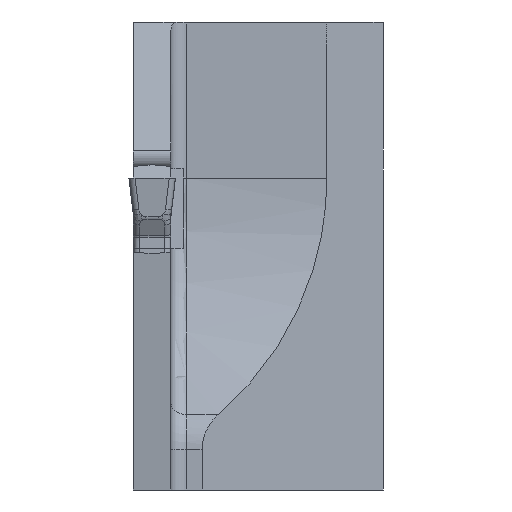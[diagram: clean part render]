
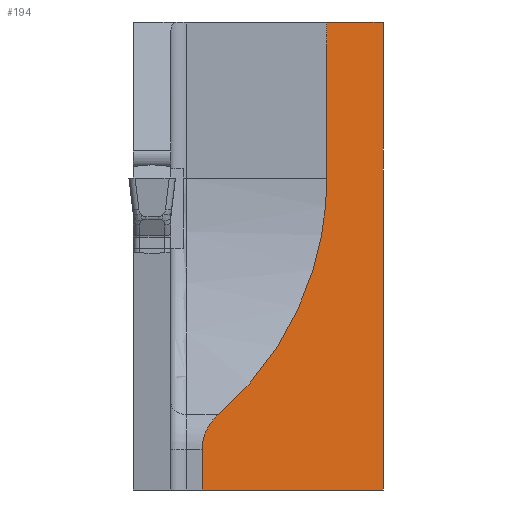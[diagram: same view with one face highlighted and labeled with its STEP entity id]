
A CAD part, left-side view. The second image highlights one B-rep face of the part: STEP entity #194.
In plain terms, the highlighted planar face has unit normal (-0.707, -0.707, 0).
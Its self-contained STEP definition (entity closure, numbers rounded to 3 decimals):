
#78=ELLIPSE('',#1726,4.243,3.);
#80=ELLIPSE('',#1745,28.284,20.);
#194=ADVANCED_FACE('',(#332),#240,.F.);
#240=PLANE('',#1757);
#332=FACE_OUTER_BOUND('',#425,.T.);
#425=EDGE_LOOP('',(#952,#953,#954,#955,#956,#957,#958));
#952=ORIENTED_EDGE('',*,*,#1329,.F.);
#953=ORIENTED_EDGE('',*,*,#1337,.F.);
#954=ORIENTED_EDGE('',*,*,#1324,.F.);
#955=ORIENTED_EDGE('',*,*,#1347,.F.);
#956=ORIENTED_EDGE('',*,*,#1350,.F.);
#957=ORIENTED_EDGE('',*,*,#1318,.F.);
#958=ORIENTED_EDGE('',*,*,#1315,.F.);
#1104=VERTEX_POINT('',#3590);
#1107=VERTEX_POINT('',#3595);
#1108=VERTEX_POINT('',#3599);
#1111=VERTEX_POINT('',#3606);
#1114=VERTEX_POINT('',#3613);
#1116=VERTEX_POINT('',#3621);
#1123=VERTEX_POINT('',#3658);
#1315=EDGE_CURVE('',#1107,#1104,#1466,.T.);
#1318=EDGE_CURVE('',#1104,#1108,#78,.T.);
#1324=EDGE_CURVE('',#1114,#1111,#1472,.T.);
#1329=EDGE_CURVE('',#1116,#1107,#1476,.T.);
#1337=EDGE_CURVE('',#1111,#1116,#1483,.T.);
#1347=EDGE_CURVE('',#1123,#1114,#1492,.T.);
#1350=EDGE_CURVE('',#1108,#1123,#80,.T.);
#1466=LINE('',#3596,#1603);
#1472=LINE('',#3614,#1609);
#1476=LINE('',#3622,#1613);
#1483=LINE('',#3637,#1620);
#1492=LINE('',#3657,#1629);
#1603=VECTOR('',#2034,1.);
#1609=VECTOR('',#2050,1.);
#1613=VECTOR('',#2058,1.);
#1620=VECTOR('',#2069,1.);
#1629=VECTOR('',#2100,1.);
#1726=AXIS2_PLACEMENT_3D('',#3602,#2040,#2041);
#1745=AXIS2_PLACEMENT_3D('',#3663,#2105,#2106);
#1757=AXIS2_PLACEMENT_3D('',#3695,#2130,#2131);
#2034=DIRECTION('',(0.,0.,1.));
#2040=DIRECTION('',(0.707,0.707,0.));
#2041=DIRECTION('',(-0.707,0.707,0.));
#2050=DIRECTION('',(0.707,-0.707,0.));
#2058=DIRECTION('',(-0.707,0.707,0.));
#2069=DIRECTION('',(0.,0.,-1.));
#2100=DIRECTION('',(0.,0.,1.));
#2105=DIRECTION('',(-0.707,-0.707,0.));
#2106=DIRECTION('',(-0.707,0.707,0.));
#2130=DIRECTION('',(0.707,0.707,0.));
#2131=DIRECTION('',(0.707,-0.707,0.));
#3590=CARTESIAN_POINT('',(8.,11.6,-17.436));
#3595=CARTESIAN_POINT('',(8.,11.6,-20.));
#3596=CARTESIAN_POINT('',(8.,11.6,30.));
#3599=CARTESIAN_POINT('',(9.043,10.557,-15.161));
#3602=CARTESIAN_POINT('',(11.,8.6,-17.436));
#3606=CARTESIAN_POINT('',(19.6,0.,10.));
#3613=CARTESIAN_POINT('',(16.,3.6,10.));
#3614=CARTESIAN_POINT('',(19.6,0.,10.));
#3621=CARTESIAN_POINT('',(19.6,0.,-20.));
#3622=CARTESIAN_POINT('',(19.6,0.,-20.));
#3637=CARTESIAN_POINT('',(19.6,0.,30.));
#3657=CARTESIAN_POINT('',(16.,3.6,30.));
#3658=CARTESIAN_POINT('',(16.,3.6,0.));
#3663=CARTESIAN_POINT('',(-4.,23.6,0.));
#3695=CARTESIAN_POINT('',(19.6,0.,30.));
